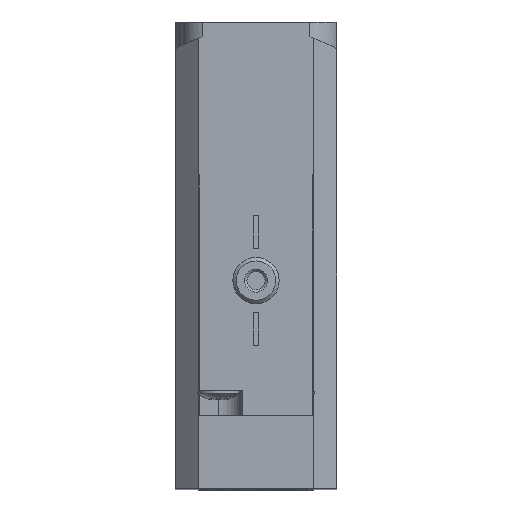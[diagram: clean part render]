
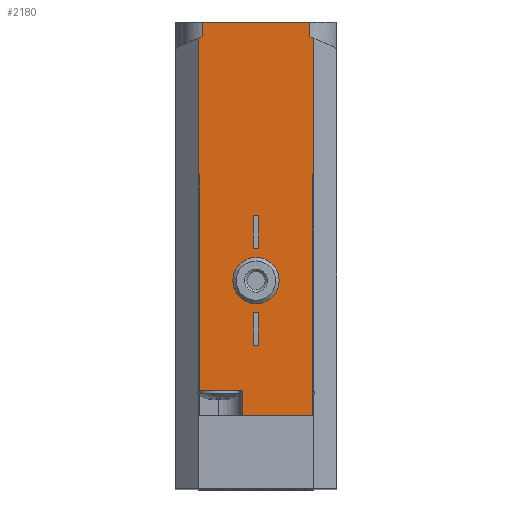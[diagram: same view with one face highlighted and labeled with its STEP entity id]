
A CAD part, top view. The second image highlights one B-rep face of the part: STEP entity #2180.
In plain terms, the highlighted face is planar.
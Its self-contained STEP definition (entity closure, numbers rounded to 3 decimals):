
#80=PLANE('',#2402);
#213=CIRCLE('',#2397,15.);
#214=CIRCLE('',#2398,15.);
#216=CIRCLE('',#2403,2.);
#497=ORIENTED_EDGE('',*,*,#992,.T.);
#498=ORIENTED_EDGE('',*,*,#1018,.T.);
#499=ORIENTED_EDGE('',*,*,#1019,.F.);
#500=ORIENTED_EDGE('',*,*,#981,.T.);
#501=ORIENTED_EDGE('',*,*,#1001,.T.);
#502=ORIENTED_EDGE('',*,*,#1020,.T.);
#503=ORIENTED_EDGE('',*,*,#1021,.F.);
#504=ORIENTED_EDGE('',*,*,#1009,.T.);
#505=ORIENTED_EDGE('',*,*,#1022,.T.);
#506=ORIENTED_EDGE('',*,*,#1023,.F.);
#507=ORIENTED_EDGE('',*,*,#1024,.F.);
#508=ORIENTED_EDGE('',*,*,#1005,.T.);
#509=ORIENTED_EDGE('',*,*,#1025,.T.);
#510=ORIENTED_EDGE('',*,*,#1026,.T.);
#511=ORIENTED_EDGE('',*,*,#1027,.T.);
#512=ORIENTED_EDGE('',*,*,#1028,.T.);
#513=ORIENTED_EDGE('',*,*,#1029,.T.);
#514=ORIENTED_EDGE('',*,*,#1030,.T.);
#515=ORIENTED_EDGE('',*,*,#1031,.T.);
#516=ORIENTED_EDGE('',*,*,#1032,.T.);
#517=ORIENTED_EDGE('',*,*,#1033,.T.);
#518=ORIENTED_EDGE('',*,*,#1034,.T.);
#519=ORIENTED_EDGE('',*,*,#1035,.F.);
#981=EDGE_CURVE('',#1256,#1257,#1408,.T.);
#992=EDGE_CURVE('',#1268,#1266,#1417,.T.);
#1001=EDGE_CURVE('',#1257,#1275,#1426,.T.);
#1005=EDGE_CURVE('',#1278,#1279,#213,.F.);
#1009=EDGE_CURVE('',#1283,#1282,#214,.F.);
#1018=EDGE_CURVE('',#1266,#1291,#1436,.T.);
#1019=EDGE_CURVE('',#1256,#1291,#1437,.T.);
#1020=EDGE_CURVE('',#1275,#1292,#1438,.T.);
#1021=EDGE_CURVE('',#1283,#1292,#1439,.T.);
#1022=EDGE_CURVE('',#1282,#1293,#1440,.T.);
#1023=EDGE_CURVE('',#1294,#1293,#1441,.T.);
#1024=EDGE_CURVE('',#1278,#1294,#1442,.T.);
#1025=EDGE_CURVE('',#1279,#1295,#1443,.T.);
#1026=EDGE_CURVE('',#1295,#1268,#1444,.T.);
#1027=EDGE_CURVE('',#1296,#1297,#1445,.T.);
#1028=EDGE_CURVE('',#1297,#1298,#1446,.T.);
#1029=EDGE_CURVE('',#1298,#1299,#1447,.T.);
#1030=EDGE_CURVE('',#1299,#1296,#1448,.T.);
#1031=EDGE_CURVE('',#1300,#1301,#1449,.T.);
#1032=EDGE_CURVE('',#1301,#1302,#1450,.T.);
#1033=EDGE_CURVE('',#1302,#1303,#1451,.T.);
#1034=EDGE_CURVE('',#1303,#1300,#1452,.T.);
#1035=EDGE_CURVE('',#1304,#1304,#216,.F.);
#1256=VERTEX_POINT('',#3607);
#1257=VERTEX_POINT('',#3608);
#1266=VERTEX_POINT('',#3628);
#1268=VERTEX_POINT('',#3631);
#1275=VERTEX_POINT('',#3647);
#1278=VERTEX_POINT('',#3656);
#1279=VERTEX_POINT('',#3657);
#1282=VERTEX_POINT('',#3671);
#1283=VERTEX_POINT('',#3673);
#1291=VERTEX_POINT('',#3703);
#1292=VERTEX_POINT('',#3706);
#1293=VERTEX_POINT('',#3709);
#1294=VERTEX_POINT('',#3711);
#1295=VERTEX_POINT('',#3714);
#1296=VERTEX_POINT('',#3717);
#1297=VERTEX_POINT('',#3718);
#1298=VERTEX_POINT('',#3720);
#1299=VERTEX_POINT('',#3722);
#1300=VERTEX_POINT('',#3725);
#1301=VERTEX_POINT('',#3726);
#1302=VERTEX_POINT('',#3728);
#1303=VERTEX_POINT('',#3730);
#1304=VERTEX_POINT('',#3733);
#1408=LINE('',#3606,#1559);
#1417=LINE('',#3630,#1568);
#1426=LINE('',#3648,#1577);
#1436=LINE('',#3702,#1587);
#1437=LINE('',#3704,#1588);
#1438=LINE('',#3705,#1589);
#1439=LINE('',#3707,#1590);
#1440=LINE('',#3708,#1591);
#1441=LINE('',#3710,#1592);
#1442=LINE('',#3712,#1593);
#1443=LINE('',#3713,#1594);
#1444=LINE('',#3715,#1595);
#1445=LINE('',#3716,#1596);
#1446=LINE('',#3719,#1597);
#1447=LINE('',#3721,#1598);
#1448=LINE('',#3723,#1599);
#1449=LINE('',#3724,#1600);
#1450=LINE('',#3727,#1601);
#1451=LINE('',#3729,#1602);
#1452=LINE('',#3731,#1603);
#1559=VECTOR('',#2776,1000.);
#1568=VECTOR('',#2791,1000.);
#1577=VECTOR('',#2802,1000.);
#1587=VECTOR('',#2826,1000.);
#1588=VECTOR('',#2827,1000.);
#1589=VECTOR('',#2828,1000.);
#1590=VECTOR('',#2829,1000.);
#1591=VECTOR('',#2830,1000.);
#1592=VECTOR('',#2831,1000.);
#1593=VECTOR('',#2832,1000.);
#1594=VECTOR('',#2833,1000.);
#1595=VECTOR('',#2834,1000.);
#1596=VECTOR('',#2835,1000.);
#1597=VECTOR('',#2836,1000.);
#1598=VECTOR('',#2837,1000.);
#1599=VECTOR('',#2838,1000.);
#1600=VECTOR('',#2839,1000.);
#1601=VECTOR('',#2840,1000.);
#1602=VECTOR('',#2841,1000.);
#1603=VECTOR('',#2842,1000.);
#1763=EDGE_LOOP('',(#497,#498,#499,#500,#501,#502,#503,#504,#505,#506,#507,
#508,#509,#510));
#1764=EDGE_LOOP('',(#511,#512,#513,#514));
#1765=EDGE_LOOP('',(#515,#516,#517,#518));
#1766=EDGE_LOOP('',(#519));
#1959=FACE_BOUND('',#1763,.T.);
#1960=FACE_BOUND('',#1764,.T.);
#1961=FACE_BOUND('',#1765,.T.);
#1962=FACE_BOUND('',#1766,.T.);
#2180=ADVANCED_FACE('',(#1959,#1960,#1961,#1962),#80,.F.);
#2397=AXIS2_PLACEMENT_3D('',#3655,#2808,#2809);
#2398=AXIS2_PLACEMENT_3D('',#3672,#2812,#2813);
#2402=AXIS2_PLACEMENT_3D('',#3701,#2824,#2825);
#2403=AXIS2_PLACEMENT_3D('',#3732,#2843,#2844);
#2776=DIRECTION('',(0.,0.,1.));
#2791=DIRECTION('',(0.,-1.,0.));
#2802=DIRECTION('',(0.,1.,0.));
#2808=DIRECTION('',(1.,0.,0.));
#2809=DIRECTION('',(0.,0.,-1.));
#2812=DIRECTION('',(1.,0.,0.));
#2813=DIRECTION('',(0.,0.,-1.));
#2824=DIRECTION('',(1.,0.,0.));
#2825=DIRECTION('',(0.,0.,-1.));
#2826=DIRECTION('',(0.,0.,1.));
#2827=DIRECTION('',(0.,1.,0.));
#2828=DIRECTION('',(0.,0.,1.));
#2829=DIRECTION('',(0.,-1.,0.));
#2830=DIRECTION('',(0.,1.,0.));
#2831=DIRECTION('',(0.,0.,1.));
#2832=DIRECTION('',(0.,1.,0.));
#2833=DIRECTION('',(0.,-1.,0.));
#2834=DIRECTION('',(0.,0.,1.));
#2835=DIRECTION('',(0.,1.,0.));
#2836=DIRECTION('',(0.,0.,1.));
#2837=DIRECTION('',(0.,-1.,0.));
#2838=DIRECTION('',(0.,0.,-1.));
#2839=DIRECTION('',(0.,1.,0.));
#2840=DIRECTION('',(0.,0.,1.));
#2841=DIRECTION('',(0.,-1.,0.));
#2842=DIRECTION('',(0.,0.,-1.));
#2843=DIRECTION('',(1.,0.,0.));
#2844=DIRECTION('',(0.,0.,-1.));
#3606=CARTESIAN_POINT('',(0.,6.3,-4.9));
#3607=CARTESIAN_POINT('',(0.,6.3,-1.15));
#3608=CARTESIAN_POINT('',(0.,6.3,4.9));
#3628=CARTESIAN_POINT('',(0.,8.4,-4.9));
#3630=CARTESIAN_POINT('',(0.,27.1,-4.9));
#3631=CARTESIAN_POINT('',(0.,27.1,-4.9));
#3647=CARTESIAN_POINT('',(0.,27.1,4.9));
#3648=CARTESIAN_POINT('',(0.,6.3,4.9));
#3655=CARTESIAN_POINT('',(0.,24.8,0.));
#3656=CARTESIAN_POINT('',(0.,39.061,-4.65));
#3657=CARTESIAN_POINT('',(0.,38.942,-5.));
#3671=CARTESIAN_POINT('',(0.,39.061,4.65));
#3672=CARTESIAN_POINT('',(0.,24.8,0.));
#3673=CARTESIAN_POINT('',(0.,38.942,5.));
#3701=CARTESIAN_POINT('',(0.,40.3,-5.));
#3702=CARTESIAN_POINT('',(0.,8.4,-5.));
#3703=CARTESIAN_POINT('',(0.,8.4,-1.15));
#3704=CARTESIAN_POINT('',(0.,6.3,-1.15));
#3705=CARTESIAN_POINT('',(0.,27.1,4.9));
#3706=CARTESIAN_POINT('',(0.,27.1,5.));
#3707=CARTESIAN_POINT('',(0.,40.3,5.));
#3708=CARTESIAN_POINT('',(0.,35.3,4.65));
#3709=CARTESIAN_POINT('',(0.,40.3,4.65));
#3710=CARTESIAN_POINT('',(0.,40.3,-4.65));
#3711=CARTESIAN_POINT('',(0.,40.3,-4.65));
#3712=CARTESIAN_POINT('',(0.,35.3,-4.65));
#3713=CARTESIAN_POINT('',(0.,40.3,-5.));
#3714=CARTESIAN_POINT('',(0.,27.1,-5.));
#3715=CARTESIAN_POINT('',(0.,27.1,-7.));
#3716=CARTESIAN_POINT('',(0.,20.75,-0.25));
#3717=CARTESIAN_POINT('',(0.,20.75,-0.25));
#3718=CARTESIAN_POINT('',(0.,23.55,-0.25));
#3719=CARTESIAN_POINT('',(0.,23.55,-0.25));
#3720=CARTESIAN_POINT('',(0.,23.55,0.25));
#3721=CARTESIAN_POINT('',(0.,23.55,0.25));
#3722=CARTESIAN_POINT('',(0.,20.75,0.25));
#3723=CARTESIAN_POINT('',(0.,20.75,0.25));
#3724=CARTESIAN_POINT('',(0.,12.35,-0.25));
#3725=CARTESIAN_POINT('',(0.,12.35,-0.25));
#3726=CARTESIAN_POINT('',(0.,15.15,-0.25));
#3727=CARTESIAN_POINT('',(0.,15.15,-0.25));
#3728=CARTESIAN_POINT('',(0.,15.15,0.25));
#3729=CARTESIAN_POINT('',(0.,15.15,0.25));
#3730=CARTESIAN_POINT('',(0.,12.35,0.25));
#3731=CARTESIAN_POINT('',(0.,12.35,0.25));
#3732=CARTESIAN_POINT('',(0.,17.95,0.));
#3733=CARTESIAN_POINT('',(0.,17.95,-2.));
